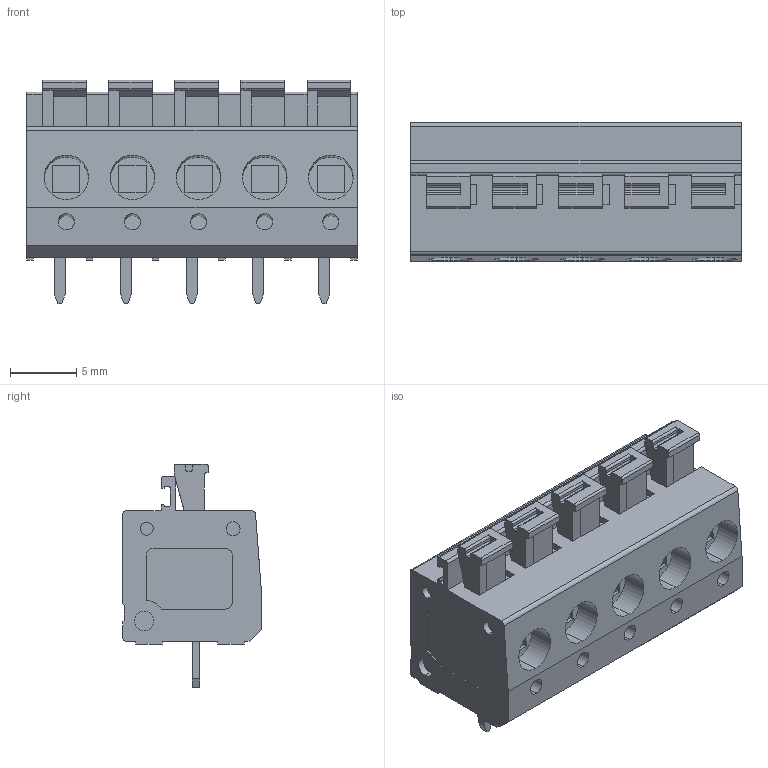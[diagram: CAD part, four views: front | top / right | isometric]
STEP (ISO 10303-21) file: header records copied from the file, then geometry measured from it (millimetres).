
FILE_DESCRIPTION (( 'STEP AP214' ), '1' );
FILE_NAME ('CONN-TH_KF236-5.0-5P.step', '2022-08-02T16:00:07', ( '' ), ( '' ), 'SwSTEP 2.0', 'SolidWorks 2020', '' );
FILE_SCHEMA (( 'AUTOMOTIVE_DESIGN' ));
Length unit declared in the file: millimetre
Products named in the file (1): CONN-TH_KF236-5.0-5P
Bounding box: 25 x 10.5 x 16.9 mm (x, y, z)
Volume: 2568.3 mm3; surface area: 1861.9 mm2
Topology: 14 solids, 14 shells, 660 faces, 1767 edges, 1173 vertices
Faces by surface type: plane 458, bspline 114, cylinder 88
Entity records: 28020 total; most frequent: CARTESIAN_POINT 5993, ORIENTED_EDGE 3534, DIRECTION 2795, EDGE_CURVE 1767, LINE 1349, VECTOR 1349, VERTEX_POINT 1173, AXIS2_PLACEMENT_3D 723
